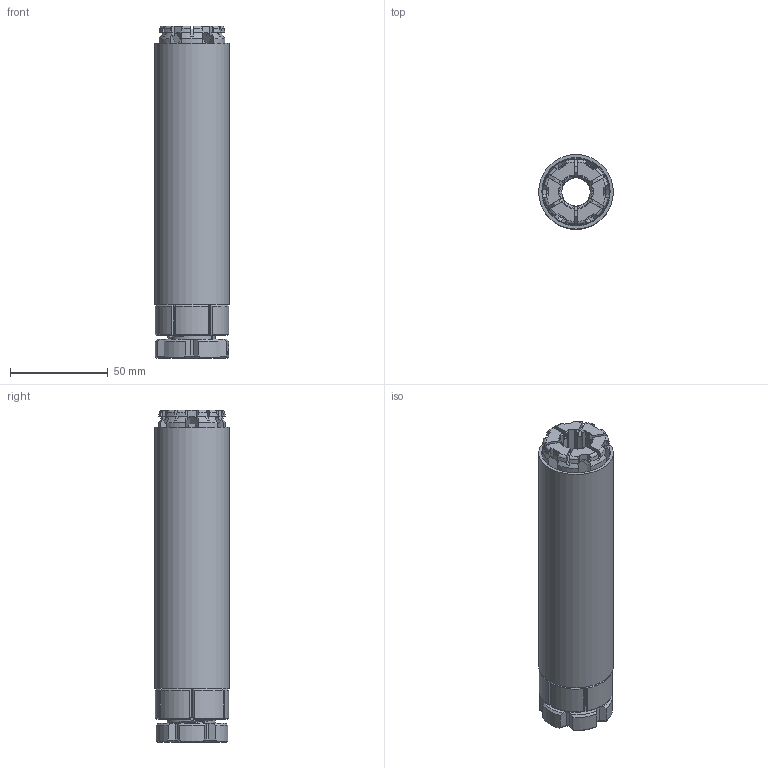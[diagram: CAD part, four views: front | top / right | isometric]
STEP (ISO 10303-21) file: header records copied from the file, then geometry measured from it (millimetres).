
FILE_DESCRIPTION(/* description */ ('Alibre Inc.'),/* implementation_level */ '2;1');
FILE_NAME(/* name */ 'export-DA3DE2D8-CCE7-4302-B041-5A12C363ABBA',/* time_stamp */ '2021-04-17T23:35:27-04:00',/* author */ (''),/* organization */ (''),/* preprocessor_version */ 'ST-DEVELOPER v17',/* originating_system */ 'Alibre',/* authorisation */ '');
FILE_SCHEMA (('AUTOMOTIVE_DESIGN'));
Length unit declared in the file: centimetre
Bounding box: 38.1 x 38.1 x 169.51 mm (x, y, z)
Volume: 126343 mm3; surface area: 86211.5 mm2
Topology: 5 solids, 5 shells, 1098 faces, 3312 edges, 2207 vertices
Faces by surface type: plane 526, cone 225, cylinder 179, bspline 114, torus 54
Full cylindrical faces by diameter (mm): 1.524 x6, 14.478 x1, 16.637 x1, 29.464 x1, 34.036 x1, 34.925 x1, 38.1 x1
Entity records: 86533 total; most frequent: CARTESIAN_POINT 62728, ORIENTED_EDGE 6526, EDGE_CURVE 3263, DIRECTION 2900, VERTEX_POINT 2186, VECTOR 1403, LINE 1403, EDGE_LOOP 1141
